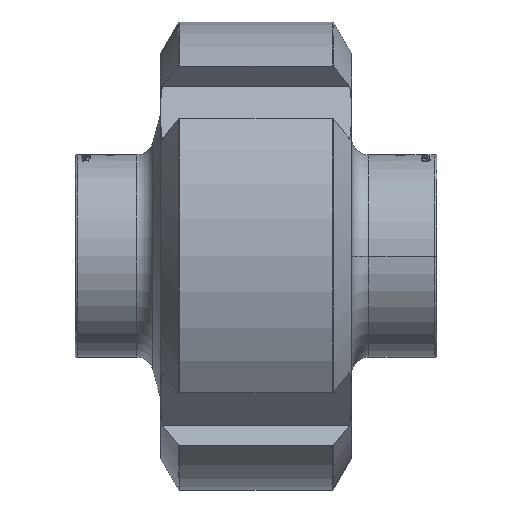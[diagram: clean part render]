
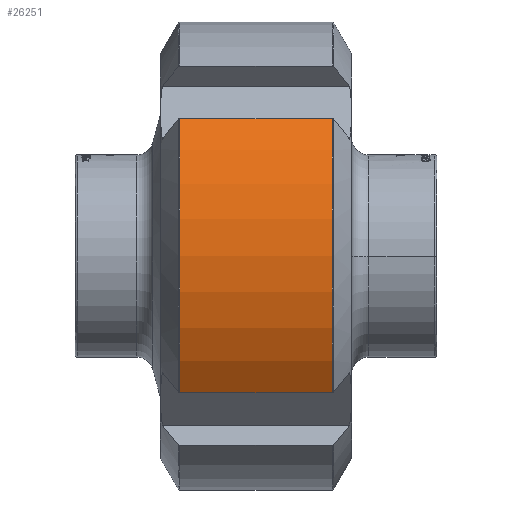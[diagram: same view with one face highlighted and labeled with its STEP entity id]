
A CAD part, top view. The second image highlights one B-rep face of the part: STEP entity #26251.
In plain terms, the highlighted cylindrical face has radius 22 mm (diameter 44 mm), a partial arc.
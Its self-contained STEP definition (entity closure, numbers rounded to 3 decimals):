
#711 = ORIENTED_EDGE ( 'NONE', *, *, #5387, .T. ) ;
#1373 = EDGE_LOOP ( 'NONE', ( #40057, #711, #44700, #9622 ) ) ;
#4860 = CARTESIAN_POINT ( 'NONE',  ( -11.152, 12.883, 17.833 ) ) ;
#5387 = EDGE_CURVE ( 'NONE', #18793, #49699, #17019, .T. ) ;
#6768 = VECTOR ( 'NONE', #17912, 1000. ) ;
#8362 = AXIS2_PLACEMENT_3D ( 'NONE', #16817, #12747, #24529 ) ;
#8489 = AXIS2_PLACEMENT_3D ( 'NONE', #38047, #35512, #46656 ) ;
#9489 = DIRECTION ( 'NONE',  ( -1., 0., 0. ) ) ;
#9622 = ORIENTED_EDGE ( 'NONE', *, *, #24599, .T. ) ;
#12747 = DIRECTION ( 'NONE',  ( -1., 0., 0. ) ) ;
#14509 = CARTESIAN_POINT ( 'NONE',  ( 3.152, -12.883, 17.833 ) ) ;
#16817 = CARTESIAN_POINT ( 'NONE',  ( 3.152, 0., 0. ) ) ;
#17019 = CIRCLE ( 'NONE', #8362, 22. ) ;
#17571 = CARTESIAN_POINT ( 'NONE',  ( 5., -12.883, 17.833 ) ) ;
#17912 = DIRECTION ( 'NONE',  ( 1., 0., 0. ) ) ;
#18303 = EDGE_CURVE ( 'NONE', #20331, #18793, #41194, .T. ) ;
#18793 = VERTEX_POINT ( 'NONE', #14509 ) ;
#20331 = VERTEX_POINT ( 'NONE', #24237 ) ;
#22294 = AXIS2_PLACEMENT_3D ( 'NONE', #24906, #39805, #28821 ) ;
#24124 = LINE ( 'NONE', #27280, #41623 ) ;
#24237 = CARTESIAN_POINT ( 'NONE',  ( -11.152, -12.883, 17.833 ) ) ;
#24529 = DIRECTION ( 'NONE',  ( 0., -1., 0. ) ) ;
#24599 = EDGE_CURVE ( 'NONE', #48779, #20331, #50097, .T. ) ;
#24906 = CARTESIAN_POINT ( 'NONE',  ( -11.152, 0., 0. ) ) ;
#26251 = ADVANCED_FACE ( 'NONE', ( #30513 ), #35968, .T. ) ;
#27280 = CARTESIAN_POINT ( 'NONE',  ( 5., 12.883, 17.833 ) ) ;
#28821 = DIRECTION ( 'NONE',  ( 0., -1., 0. ) ) ;
#30513 = FACE_OUTER_BOUND ( 'NONE', #1373, .T. ) ;
#35512 = DIRECTION ( 'NONE',  ( 1., 0., 0. ) ) ;
#35968 = CYLINDRICAL_SURFACE ( 'NONE', #8489, 22. ) ;
#38047 = CARTESIAN_POINT ( 'NONE',  ( 5., 0., 0. ) ) ;
#39413 = CARTESIAN_POINT ( 'NONE',  ( 3.152, 12.883, 17.833 ) ) ;
#39805 = DIRECTION ( 'NONE',  ( 1., 0., 0. ) ) ;
#40057 = ORIENTED_EDGE ( 'NONE', *, *, #18303, .T. ) ;
#40446 = EDGE_CURVE ( 'NONE', #49699, #48779, #24124, .T. ) ;
#41194 = LINE ( 'NONE', #17571, #6768 ) ;
#41623 = VECTOR ( 'NONE', #9489, 1000. ) ;
#44700 = ORIENTED_EDGE ( 'NONE', *, *, #40446, .T. ) ;
#46656 = DIRECTION ( 'NONE',  ( 0., 1., 0. ) ) ;
#48779 = VERTEX_POINT ( 'NONE', #4860 ) ;
#49699 = VERTEX_POINT ( 'NONE', #39413 ) ;
#50097 = CIRCLE ( 'NONE', #22294, 22. ) ;
